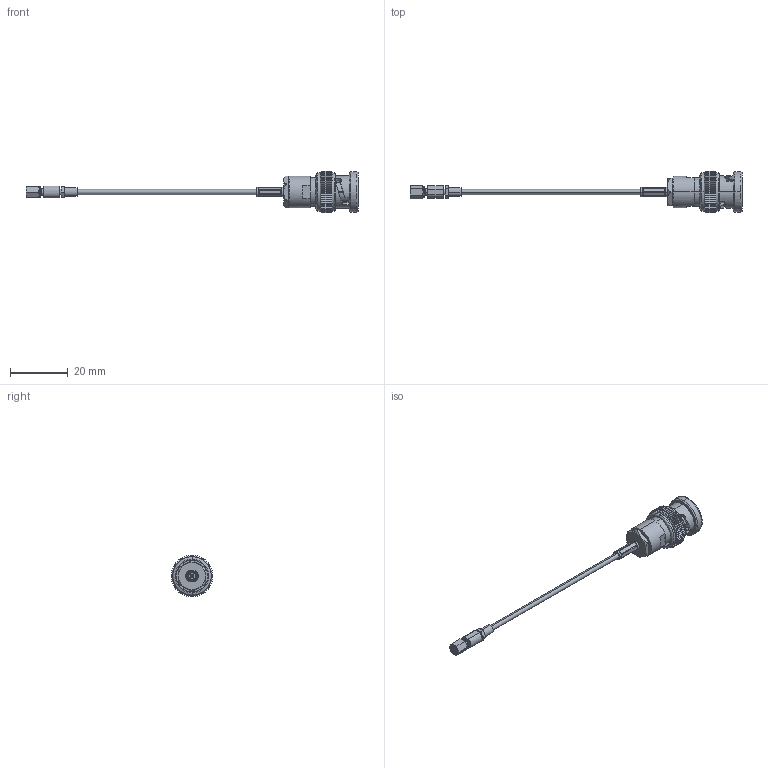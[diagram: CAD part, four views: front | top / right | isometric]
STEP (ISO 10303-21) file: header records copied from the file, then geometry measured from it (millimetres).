
FILE_DESCRIPTION (( 'STEP AP214' ), '1' );
FILE_NAME ('PE3C4397.step', '2020-04-20T19:18:38', ( '' ), ( '' ), 'SwSTEP 2.0', 'SolidWorks 2018', '' );
FILE_SCHEMA (( 'AUTOMOTIVE_DESIGN' ));
Length unit declared in the file: millimetre
Products named in the file (4): PE4643; PE3C4397; RG178BU_3"; PE45367___
Assembly tree (3 placements, depth 2):
  PE3C4397
    RG178BU_3"
    PE45367___
    PE4643
Bounding box: 115.35 x 14.46 x 14.46 mm (x, y, z)
Volume: 2805.7 mm3; surface area: 3371.9 mm2
Topology: 3 solids, 4 shells, 584 faces, 1338 edges, 789 vertices
Faces by surface type: plane 227, cylinder 170, cone 170, bspline 15, torus 2
Entity records: 18621 total; most frequent: CARTESIAN_POINT 5834, ORIENTED_EDGE 2676, DIRECTION 2603, EDGE_CURVE 1338, AXIS2_PLACEMENT_3D 1072, VERTEX_POINT 789, EDGE_LOOP 617, ADVANCED_FACE 584
